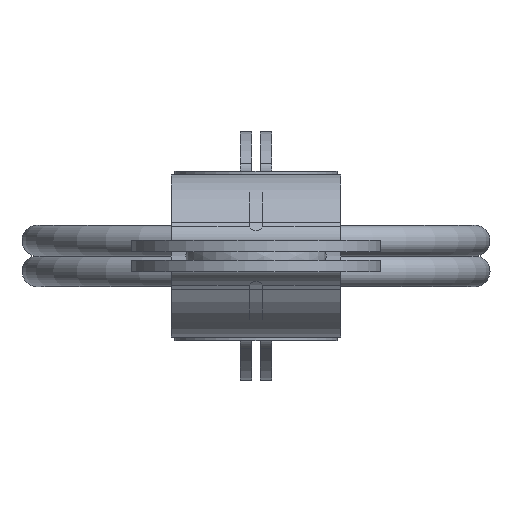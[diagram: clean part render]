
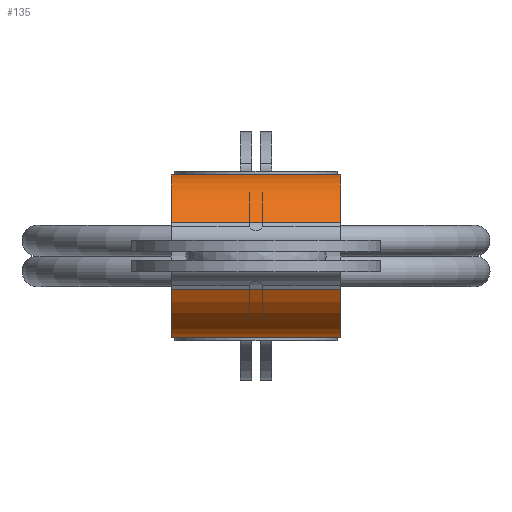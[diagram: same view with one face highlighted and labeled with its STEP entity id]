
A CAD part, left-side view. The second image highlights one B-rep face of the part: STEP entity #135.
In plain terms, the highlighted cylindrical face has radius 2.62 mm (diameter 5.24 mm), a partial arc.
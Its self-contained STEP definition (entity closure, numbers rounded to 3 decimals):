
#135 = ADVANCED_FACE( '', ( #309, #310 ), #311, .T. );
#309 = FACE_OUTER_BOUND( '', #518, .T. );
#310 = FACE_BOUND( '', #519, .T. );
#311 = CYLINDRICAL_SURFACE( '', #520, 2.62 );
#518 = EDGE_LOOP( '', ( #884, #885, #886, #887 ) );
#519 = EDGE_LOOP( '', ( #888 ) );
#520 = AXIS2_PLACEMENT_3D( '', #889, #890, #891 );
#884 = ORIENTED_EDGE( '', *, *, #1316, .F. );
#885 = ORIENTED_EDGE( '', *, *, #1234, .F. );
#886 = ORIENTED_EDGE( '', *, *, #1317, .F. );
#887 = ORIENTED_EDGE( '', *, *, #1175, .T. );
#888 = ORIENTED_EDGE( '', *, *, #1276, .F. );
#889 = CARTESIAN_POINT( '', ( 7.38, 5., 0. ) );
#890 = DIRECTION( '', ( 0., 1., 0. ) );
#891 = DIRECTION( '', ( 0., 0., -1. ) );
#1175 = EDGE_CURVE( '', #1393, #1398, #1400, .T. );
#1234 = EDGE_CURVE( '', #1500, #1502, #1503, .T. );
#1276 = EDGE_CURVE( '', #1568, #1568, #1569, .T. );
#1316 = EDGE_CURVE( '', #1502, #1398, #1628, .F. );
#1317 = EDGE_CURVE( '', #1393, #1500, #1629, .F. );
#1393 = VERTEX_POINT( '', #1714 );
#1398 = VERTEX_POINT( '', #1720 );
#1400 = LINE( '', #1722, #1723 );
#1500 = VERTEX_POINT( '', #1903 );
#1502 = VERTEX_POINT( '', #1905 );
#1503 = LINE( '', #1906, #1907 );
#1568 = VERTEX_POINT( '', #2006 );
#1569 = B_SPLINE_CURVE_WITH_KNOTS( '', 3, ( #2007, #2008, #2009, #2010, #2011, #2012, #2013, #2014, #2015, #2016, #2017, #2018, #2019, #2020, #2021, #2022, #2023, #2024 ), .UNSPECIFIED., .T., .F., ( 2, 2, 2, 2, 2, 2, 2, 2, 2, 2, 2 ), ( 0., 0., 0., 0.001, 0.001, 0.001, 0.002, 0.002, 0.002, 0.003, 0.003 ), .UNSPECIFIED. );
#1628 = CIRCLE( '', #2150, 2.62 );
#1629 = CIRCLE( '', #2151, 2.62 );
#1714 = CARTESIAN_POINT( '', ( 4.996, 2.71, 1.086 ) );
#1720 = CARTESIAN_POINT( '', ( 4.996, -2.71, 1.086 ) );
#1722 = CARTESIAN_POINT( '', ( 4.996, 5., 1.086 ) );
#1723 = VECTOR( '', #2279, 1000. );
#1903 = CARTESIAN_POINT( '', ( 4.996, 2.71, -1.086 ) );
#1905 = CARTESIAN_POINT( '', ( 4.996, -2.71, -1.086 ) );
#1906 = CARTESIAN_POINT( '', ( 4.996, 5., -1.086 ) );
#1907 = VECTOR( '', #2362, 1000. );
#2006 = CARTESIAN_POINT( '', ( 9.96, 0., -0.455 ) );
#2007 = CARTESIAN_POINT( '', ( 9.96, -0.12, -0.455 ) );
#2008 = CARTESIAN_POINT( '', ( 9.96, 0.12, -0.455 ) );
#2009 = CARTESIAN_POINT( '', ( 9.97, 0.238, -0.405 ) );
#2010 = CARTESIAN_POINT( '', ( 9.991, 0.406, -0.238 ) );
#2011 = CARTESIAN_POINT( '', ( 10., 0.455, -0.119 ) );
#2012 = CARTESIAN_POINT( '', ( 10., 0.455, 0.119 ) );
#2013 = CARTESIAN_POINT( '', ( 9.991, 0.407, 0.237 ) );
#2014 = CARTESIAN_POINT( '', ( 9.97, 0.237, 0.406 ) );
#2015 = CARTESIAN_POINT( '', ( 9.96, 0.119, 0.455 ) );
#2016 = CARTESIAN_POINT( '', ( 9.96, -0.119, 0.455 ) );
#2017 = CARTESIAN_POINT( '', ( 9.97, -0.237, 0.406 ) );
#2018 = CARTESIAN_POINT( '', ( 9.991, -0.405, 0.238 ) );
#2019 = CARTESIAN_POINT( '', ( 10., -0.455, 0.121 ) );
#2020 = CARTESIAN_POINT( '', ( 10., -0.455, -0.12 ) );
#2021 = CARTESIAN_POINT( '', ( 9.991, -0.406, -0.238 ) );
#2022 = CARTESIAN_POINT( '', ( 9.97, -0.238, -0.405 ) );
#2023 = CARTESIAN_POINT( '', ( 9.96, -0.12, -0.455 ) );
#2024 = CARTESIAN_POINT( '', ( 9.96, 0.12, -0.455 ) );
#2150 = AXIS2_PLACEMENT_3D( '', #2471, #2472, #2473 );
#2151 = AXIS2_PLACEMENT_3D( '', #2474, #2475, #2476 );
#2279 = DIRECTION( '', ( 0., -1., 0. ) );
#2362 = DIRECTION( '', ( 0., -1., 0. ) );
#2471 = CARTESIAN_POINT( '', ( 7.38, -2.71, 0. ) );
#2472 = DIRECTION( '', ( 0., 1., 0. ) );
#2473 = DIRECTION( '', ( -1., 0., 0. ) );
#2474 = CARTESIAN_POINT( '', ( 7.38, 2.71, 0. ) );
#2475 = DIRECTION( '', ( 0., -1., 0. ) );
#2476 = DIRECTION( '', ( 0., 0., -1. ) );
